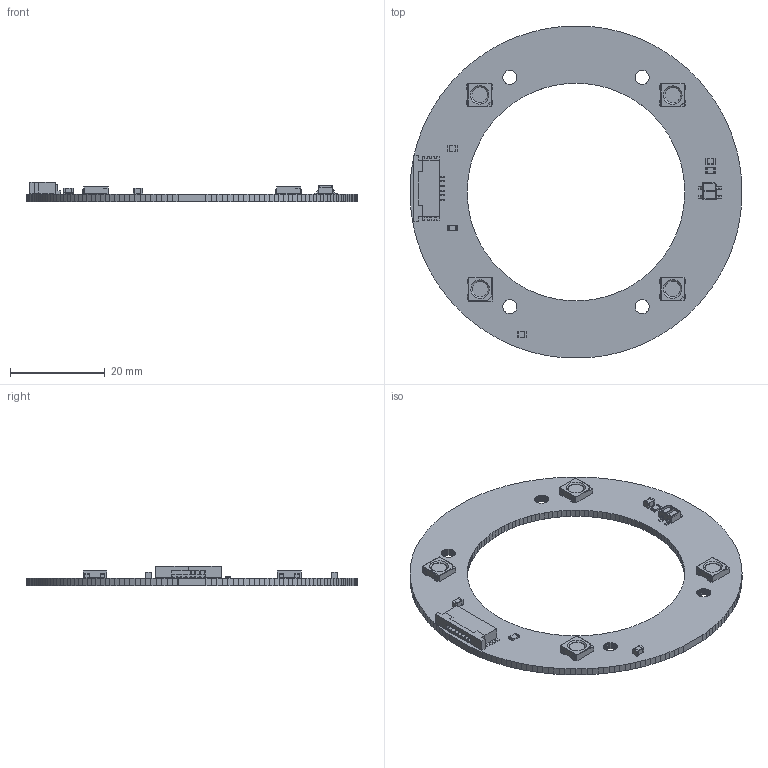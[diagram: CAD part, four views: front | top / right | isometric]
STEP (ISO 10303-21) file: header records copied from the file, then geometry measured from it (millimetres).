
FILE_DESCRIPTION(/* description */ (''),/* implementation_level */ '2;1');
FILE_NAME(/* name */ 'PCB Lamp Workshop - Circle',/* time_stamp */ '2023-04-25T17:01:57-07:00',/* author */ (''),/* organization */ (''),/* preprocessor_version */ 'ST-DEVELOPER v16.5',/* originating_system */ '',/* authorisation */ '');
FILE_SCHEMA (('AUTOMOTIVE_DESIGN'));
Length unit declared in the file: millimetre
Products named in the file (1): Document
Bounding box: 70 x 70.04 x 4.19 mm (x, y, z)
Volume: 3767 mm3; surface area: 5784.9 mm2
Topology: 12 solids, 12 shells, 1116 faces, 3191 edges, 2102 vertices
Faces by surface type: plane 950, bspline 166
Entity records: 33565 total; most frequent: CARTESIAN_POINT 12648, ORIENTED_EDGE 6382, EDGE_CURVE 3191, B_SPLINE_CURVE_WITH_KNOTS 2887, VERTEX_POINT 2102, EDGE_LOOP 1161, ADVANCED_FACE 1116, FACE_OUTER_BOUND 1116
